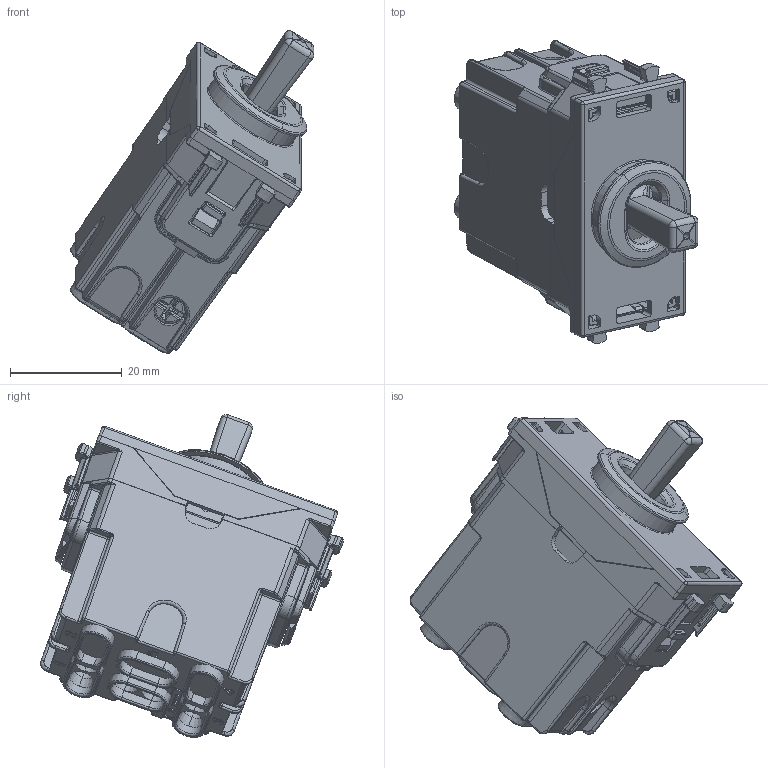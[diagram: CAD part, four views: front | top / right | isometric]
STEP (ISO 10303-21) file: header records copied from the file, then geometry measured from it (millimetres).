
FILE_DESCRIPTION(('CATIA V5 STEP Exchange'),'2;1');
FILE_NAME('444051B.stp','2024-03-28T07:38:01+00:00',('none'),('none'),'CATIA Version 5-6 Release 2016 SP6','CATIA V5 STEP AP203','none');
FILE_SCHEMA(('CONFIG_CONTROL_DESIGN'));
Products named in the file (3): STEP; AS2225; AS2224
Assembly tree (15 placements, depth 3):
  STEP
    #57
    #42854
    AS2225
      #100621
      #103271
      #104264
    AS2224  x2
      #106198
      #103271
      #104264
    #107580
    #127478
    #135003
    #137723
Bounding box: 43.52 x 54.13 x 57.68 mm (x, y, z)
Volume: 18303.7 mm3; surface area: 29475.7 mm2
Topology: 17 solids, 17 shells, 3854 faces, 10167 edges, 6192 vertices
Faces by surface type: plane 1614, cylinder 1243, bspline 477, cone 225, torus 143, sphere 126, extrusion 18, revolution 8
Entity records: 139384 total; most frequent: CARTESIAN_POINT 62243, ORIENTED_EDGE 18806, DIRECTION 10968, EDGE_CURVE 9403, VERTEX_POINT 5807, VECTOR 4574, LINE 4556, AXIS2_PLACEMENT_3D 3906
